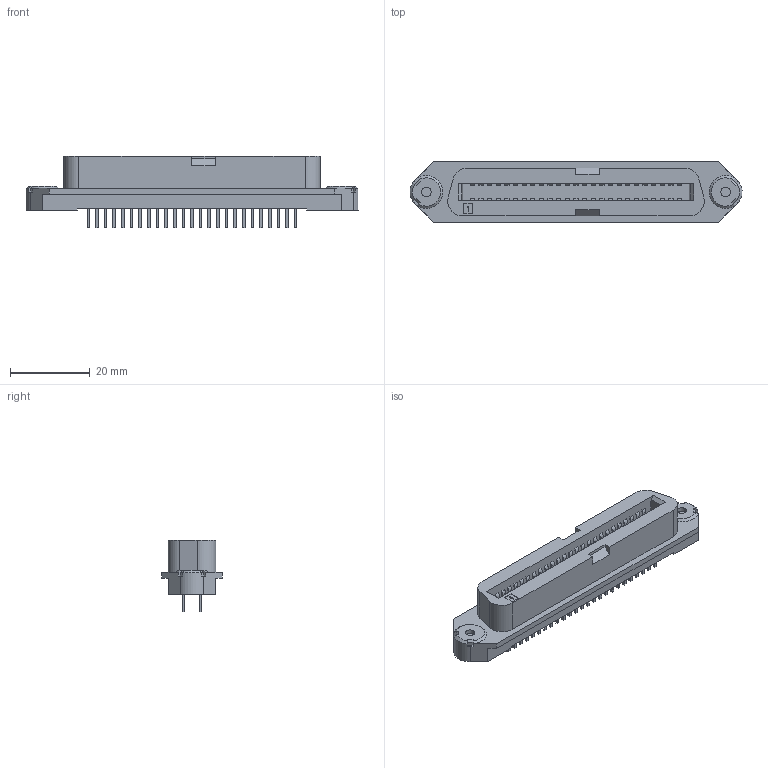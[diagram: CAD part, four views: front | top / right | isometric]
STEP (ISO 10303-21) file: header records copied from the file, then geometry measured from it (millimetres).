
FILE_DESCRIPTION((''),'2;1');
FILE_NAME('C-553443-4','2013-01-30T',('workeradm'),('Tyco Electronics Ltd.'),'PRO/ENGINEER BY PARAMETRIC TECHNOLOGY CORPORATION, 2010430','PRO/ENGINEER BY PARAMETRIC TECHNOLOGY CORPORATION, 2010430','');
FILE_SCHEMA(('AUTOMOTIVE_DESIGN { 1 0 10303 214 1 1 1 1 }'));
Length unit declared in the file: millimetre
Products named in the file (1): C-553443-4
Bounding box: 83.03 x 15.11 x 17.96 mm (x, y, z)
Volume: 9480.3 mm3; surface area: 6309.5 mm2
Topology: 1 solids, 1 shells, 847 faces, 2357 edges, 1570 vertices
Faces by surface type: plane 525, cylinder 314, cone 8
Entity records: 27662 total; most frequent: CARTESIAN_POINT 4802, ORIENTED_EDGE 4714, DIRECTION 4685, EDGE_CURVE 2357, VECTOR 1707, LINE 1707, VERTEX_POINT 1570, AXIS2_PLACEMENT_3D 1489
